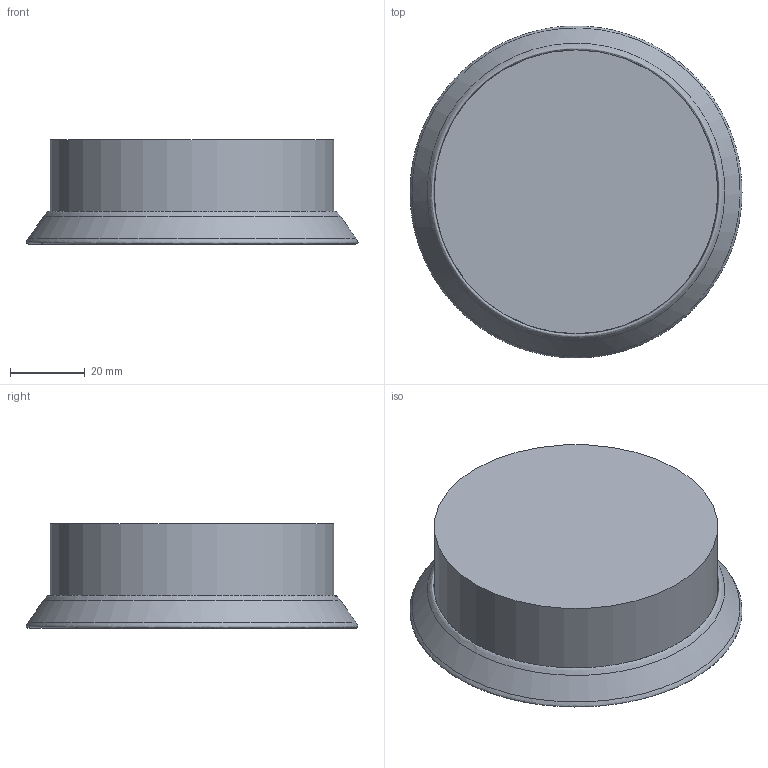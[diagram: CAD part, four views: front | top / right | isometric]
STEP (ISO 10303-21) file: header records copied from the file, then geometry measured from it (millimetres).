
FILE_DESCRIPTION(/* description */ (''),/* implementation_level */ '2;1');
FILE_NAME(/* name */ 'assembly_lamp.stp',/* time_stamp */ '2025-05-15T17:59:20+02:00',/* author */ (''),/* organization */ (''),/* preprocessor_version */ 'ST-DEVELOPER v20',/* originating_system */ 'SIEMENS PLM Software NX2406.4001',/* authorisation */ '');
FILE_SCHEMA (('AUTOMOTIVE_DESIGN { 1 0 10303 214 3 1 1 1 }'));
Length unit declared in the file: millimetre
Products named in the file (4): lamphanger; onderkant_lamp; lamp; assembly_lamp
Assembly tree (3 placements, depth 2):
  assembly_lamp
    lamp
    onderkant_lamp
    lamphanger
Bounding box: 88.86 x 88.86 x 28 mm (x, y, z)
Volume: 81359.9 mm3; surface area: 46120.5 mm2
Topology: 5 solids, 5 shells, 57 faces, 108 edges, 71 vertices
Faces by surface type: plane 40, cylinder 14, bspline 2, cone 1
Full cylindrical faces by diameter (mm): 4 x8, 66 x1, 67 x1, 72 x1, 76 x3
Entity records: 1901 total; most frequent: CARTESIAN_POINT 672, DIRECTION 232, ORIENTED_EDGE 182, EDGE_LOOP 92, EDGE_CURVE 91, AXIS2_PLACEMENT_3D 86, VERTEX_POINT 71, FACE_BOUND 64
